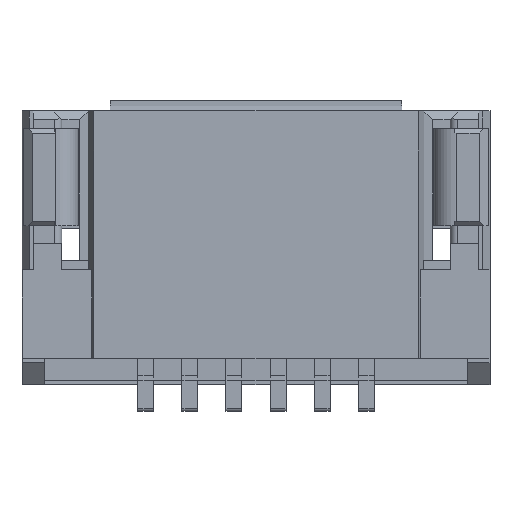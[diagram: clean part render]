
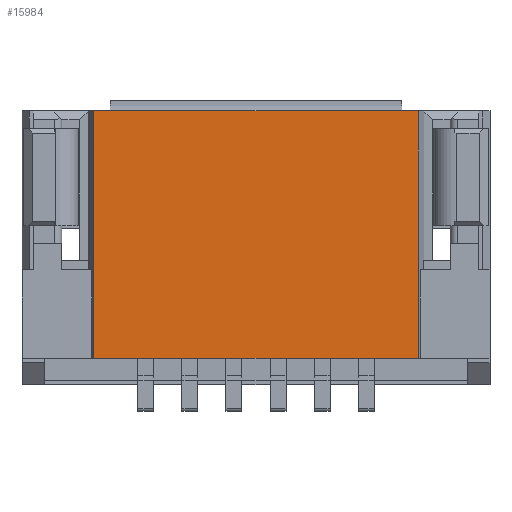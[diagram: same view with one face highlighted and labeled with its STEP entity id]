
A CAD part, front view. The second image highlights one B-rep face of the part: STEP entity #15984.
In plain terms, the highlighted planar face has unit normal (0, -1, 0).
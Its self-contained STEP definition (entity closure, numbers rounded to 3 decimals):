
#8616=DIRECTION('',(0.,0.,1.));
#8617=VECTOR('',#8616,2.8);
#8618=CARTESIAN_POINT('',(1.84,0.,-1.25));
#8619=LINE('',#8618,#8617);
#8628=DIRECTION('',(1.,0.,0.));
#8629=VECTOR('',#8628,3.68);
#8630=CARTESIAN_POINT('',(-1.84,0.,-1.25));
#8631=LINE('',#8630,#8629);
#8632=DIRECTION('',(1.,0.,0.));
#8633=VECTOR('',#8632,3.68);
#8634=CARTESIAN_POINT('',(-1.84,0.,1.55));
#8635=LINE('',#8634,#8633);
#8644=DIRECTION('',(0.,0.,-1.));
#8645=VECTOR('',#8644,2.8);
#8646=CARTESIAN_POINT('',(-1.84,0.,1.55));
#8647=LINE('',#8646,#8645);
#8877=CARTESIAN_POINT('',(-1.84,0.,1.55));
#8878=CARTESIAN_POINT('',(1.84,0.,1.55));
#8879=VERTEX_POINT('',#8877);
#8880=VERTEX_POINT('',#8878);
#8977=CARTESIAN_POINT('',(-1.84,0.,-1.25));
#8978=CARTESIAN_POINT('',(1.84,0.,-1.25));
#8979=VERTEX_POINT('',#8977);
#8980=VERTEX_POINT('',#8978);
#15972=CARTESIAN_POINT('',(-2.65,0.,1.55));
#15973=DIRECTION('',(0.,-1.,0.));
#15974=DIRECTION('',(0.,0.,-1.));
#15975=AXIS2_PLACEMENT_3D('',#15972,#15973,#15974);
#15976=PLANE('',#15975);
#15977=ORIENTED_EDGE('',*,*,#11968,.F.);
#15979=ORIENTED_EDGE('',*,*,#15978,.F.);
#15980=ORIENTED_EDGE('',*,*,#11206,.T.);
#15981=ORIENTED_EDGE('',*,*,#15964,.F.);
#15982=EDGE_LOOP('',(#15977,#15979,#15980,#15981));
#15983=FACE_OUTER_BOUND('',#15982,.F.);
#15984=ADVANCED_FACE('',(#15983),#15976,.T.);
#11206=EDGE_CURVE('',#8879,#8880,#8635,.T.);
#11968=EDGE_CURVE('',#8979,#8980,#8631,.T.);
#15964=EDGE_CURVE('',#8980,#8880,#8619,.T.);
#15978=EDGE_CURVE('',#8879,#8979,#8647,.T.);
